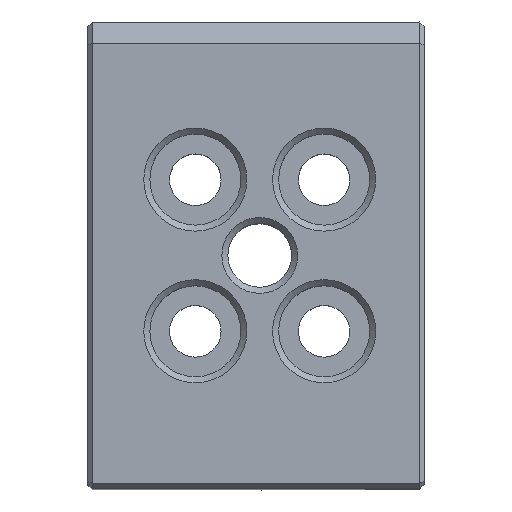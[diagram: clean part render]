
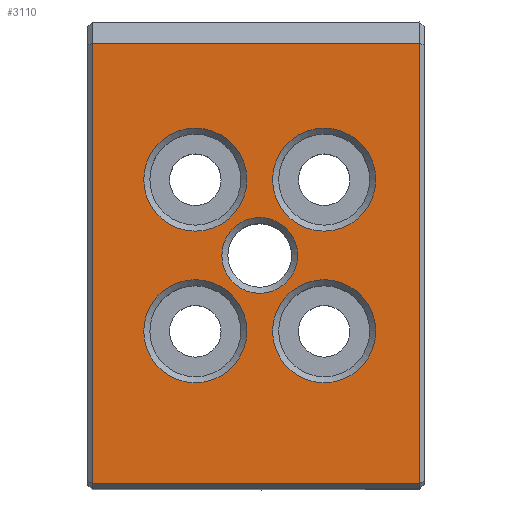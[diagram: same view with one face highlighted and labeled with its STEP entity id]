
A CAD part, top view. The second image highlights one B-rep face of the part: STEP entity #3110.
In plain terms, the highlighted planar face has unit normal (0, 0, 1).
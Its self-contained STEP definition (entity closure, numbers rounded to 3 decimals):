
#82=CIRCLE('',#3312,3.4);
#83=CIRCLE('',#3313,3.4);
#84=CIRCLE('',#3314,2.5);
#85=CIRCLE('',#3315,3.4);
#86=CIRCLE('',#3316,3.4);
#132=FACE_BOUND('',#568,.T.);
#133=FACE_BOUND('',#569,.T.);
#134=FACE_BOUND('',#570,.T.);
#135=FACE_BOUND('',#571,.T.);
#136=FACE_BOUND('',#572,.T.);
#378=FACE_OUTER_BOUND('',#567,.T.);
#567=EDGE_LOOP('',(#2538,#2539,#2540,#2541));
#568=EDGE_LOOP('',(#2542));
#569=EDGE_LOOP('',(#2543));
#570=EDGE_LOOP('',(#2544));
#571=EDGE_LOOP('',(#2545));
#572=EDGE_LOOP('',(#2546));
#889=LINE('',#5819,#1177);
#893=LINE('',#5826,#1181);
#895=LINE('',#5829,#1183);
#896=LINE('',#5830,#1184);
#1177=VECTOR('',#3850,29.044);
#1181=VECTOR('',#3856,29.044);
#1183=VECTOR('',#3860,21.59);
#1184=VECTOR('',#3861,21.59);
#1482=VERTEX_POINT('',#5817);
#1483=VERTEX_POINT('',#5818);
#1484=VERTEX_POINT('',#5823);
#1485=VERTEX_POINT('',#5825);
#1486=VERTEX_POINT('',#5831);
#1487=VERTEX_POINT('',#5833);
#1488=VERTEX_POINT('',#5835);
#1489=VERTEX_POINT('',#5837);
#1490=VERTEX_POINT('',#5839);
#1862=EDGE_CURVE('',#1482,#1483,#889,.T.);
#1866=EDGE_CURVE('',#1485,#1484,#893,.T.);
#1868=EDGE_CURVE('',#1482,#1484,#895,.T.);
#1869=EDGE_CURVE('',#1483,#1485,#896,.T.);
#1870=EDGE_CURVE('',#1486,#1486,#82,.T.);
#1871=EDGE_CURVE('',#1487,#1487,#83,.T.);
#1872=EDGE_CURVE('',#1488,#1488,#84,.T.);
#1873=EDGE_CURVE('',#1489,#1489,#85,.T.);
#1874=EDGE_CURVE('',#1490,#1490,#86,.T.);
#2538=ORIENTED_EDGE('',*,*,#1866,.T.);
#2539=ORIENTED_EDGE('',*,*,#1868,.F.);
#2540=ORIENTED_EDGE('',*,*,#1862,.T.);
#2541=ORIENTED_EDGE('',*,*,#1869,.T.);
#2542=ORIENTED_EDGE('',*,*,#1870,.F.);
#2543=ORIENTED_EDGE('',*,*,#1871,.F.);
#2544=ORIENTED_EDGE('',*,*,#1872,.T.);
#2545=ORIENTED_EDGE('',*,*,#1873,.T.);
#2546=ORIENTED_EDGE('',*,*,#1874,.T.);
#2980=PLANE('',#3311);
#3110=ADVANCED_FACE('',(#378,#132,#133,#134,#135,#136),#2980,.F.);
#3311=AXIS2_PLACEMENT_3D('',#5828,#3858,#3859);
#3312=AXIS2_PLACEMENT_3D('',#5832,#3862,#3863);
#3313=AXIS2_PLACEMENT_3D('',#5834,#3864,#3865);
#3314=AXIS2_PLACEMENT_3D('',#5836,#3866,#3867);
#3315=AXIS2_PLACEMENT_3D('',#5838,#3868,#3869);
#3316=AXIS2_PLACEMENT_3D('',#5840,#3870,#3871);
#3850=DIRECTION('',(0.,1.,0.));
#3856=DIRECTION('',(0.,-1.,0.));
#3858=DIRECTION('center_axis',(0.,0.,-1.));
#3859=DIRECTION('ref_axis',(0.,-1.,0.));
#3860=DIRECTION('',(-1.,0.,0.));
#3861=DIRECTION('',(-1.,0.,0.));
#3862=DIRECTION('center_axis',(0.,0.,1.));
#3863=DIRECTION('ref_axis',(1.,0.,0.));
#3864=DIRECTION('center_axis',(0.,0.,1.));
#3865=DIRECTION('ref_axis',(1.,0.,0.));
#3866=DIRECTION('center_axis',(0.,0.,-1.));
#3867=DIRECTION('ref_axis',(1.,0.,0.));
#3868=DIRECTION('center_axis',(0.,0.,-1.));
#3869=DIRECTION('ref_axis',(1.,0.,0.));
#3870=DIRECTION('center_axis',(0.,0.,-1.));
#3871=DIRECTION('ref_axis',(1.,0.,0.));
#5817=CARTESIAN_POINT('',(12.95,-15.044,62.5));
#5818=CARTESIAN_POINT('',(12.95,14.,62.5));
#5819=CARTESIAN_POINT('',(12.95,-15.044,62.5));
#5823=CARTESIAN_POINT('',(-8.64,-15.044,62.5));
#5825=CARTESIAN_POINT('',(-8.64,14.,62.5));
#5826=CARTESIAN_POINT('',(-8.64,14.,62.5));
#5828=CARTESIAN_POINT('Origin',(46.778,14.,62.5));
#5829=CARTESIAN_POINT('',(12.95,-15.044,62.5));
#5830=CARTESIAN_POINT('',(12.95,14.,62.5));
#5831=CARTESIAN_POINT('',(-5.25,5.,62.5));
#5832=CARTESIAN_POINT('Origin',(-1.85,5.,62.5));
#5833=CARTESIAN_POINT('',(3.25,5.,62.5));
#5834=CARTESIAN_POINT('Origin',(6.65,5.,62.5));
#5835=CARTESIAN_POINT('',(-0.1,0.,62.5));
#5836=CARTESIAN_POINT('Origin',(2.4,0.,62.5));
#5837=CARTESIAN_POINT('',(-5.25,-5.,62.5));
#5838=CARTESIAN_POINT('Origin',(-1.85,-5.,62.5));
#5839=CARTESIAN_POINT('',(3.25,-5.,62.5));
#5840=CARTESIAN_POINT('Origin',(6.65,-5.,62.5));
